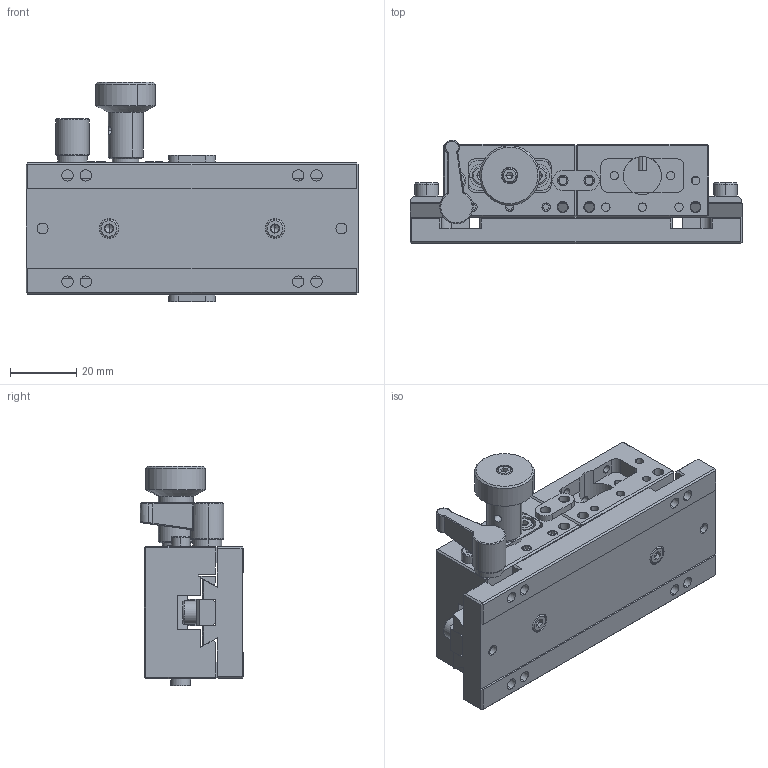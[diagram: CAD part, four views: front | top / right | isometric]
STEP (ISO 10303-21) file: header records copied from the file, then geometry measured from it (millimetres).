
FILE_DESCRIPTION (( 'STEP AP203' ), '1' );
FILE_NAME ('AD60C-40D1(AP203).STEP', '2020-10-29T07:55:26', ( 'China' ), ( 'Microsoft' ), 'SwSTEP 2.0', 'SolidWorks 2017', '' );
FILE_SCHEMA (( 'CONFIG_CONTROL_DESIGN' ));
Length unit declared in the file: millimetre
Products named in the file (1): AD60C-40D1(AP203)
Bounding box: 100 x 31.15 x 66 mm (x, y, z)
Surface area: 33940.7 mm2 (no closed solid volume)
Topology: 0 solids, 27 shells, 546 faces, 1649 edges, 1089 vertices
Faces by surface type: plane 298, cylinder 186, cone 32, torus 26, bspline 4
Entity records: 18776 total; most frequent: CARTESIAN_POINT 3737, DIRECTION 3233, ORIENTED_EDGE 2792, EDGE_CURVE 1633, AXIS2_PLACEMENT_3D 1095, VERTEX_POINT 1089, LINE 1043, VECTOR 1043
